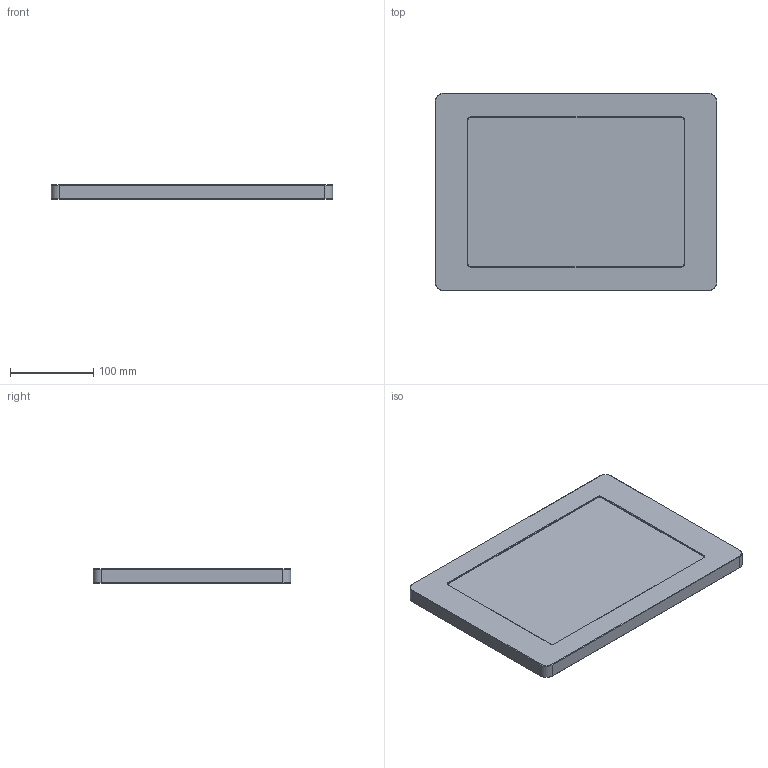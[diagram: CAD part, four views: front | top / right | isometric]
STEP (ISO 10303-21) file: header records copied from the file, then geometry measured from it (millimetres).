
FILE_DESCRIPTION(/* description */ (''),/* implementation_level */ '2;1');
FILE_NAME(/* name */ 'vb_owl_surf3.stp',/* time_stamp */ '2019-09-13T17:23:47-04:00',/* author */ ('NickC'),/* organization */ (''),/* preprocessor_version */ 'ST-DEVELOPER v17',/* originating_system */ 'Autodesk Inventor 2019',/* authorisation */ '');
FILE_SCHEMA (('AUTOMOTIVE_DESIGN { 1 0 10303 214 3 1 1 }'));
Length unit declared in the file: inch
Products named in the file (1): Part1
Bounding box: 338.45 x 237.87 x 17.12 mm (x, y, z)
Volume: 1040036.2 mm3; surface area: 187314.6 mm2
Topology: 1 solids, 1 shells, 84 faces, 184 edges, 112 vertices
Faces by surface type: plane 44, cylinder 20, cone 20
Full cylindrical faces by diameter (mm): 4.978 x4, 8.89 x4
Entity records: 2321 total; most frequent: DIRECTION 422, CARTESIAN_POINT 381, ORIENTED_EDGE 368, EDGE_CURVE 184, AXIS2_PLACEMENT_3D 153, LINE 116, VECTOR 116, VERTEX_POINT 112
